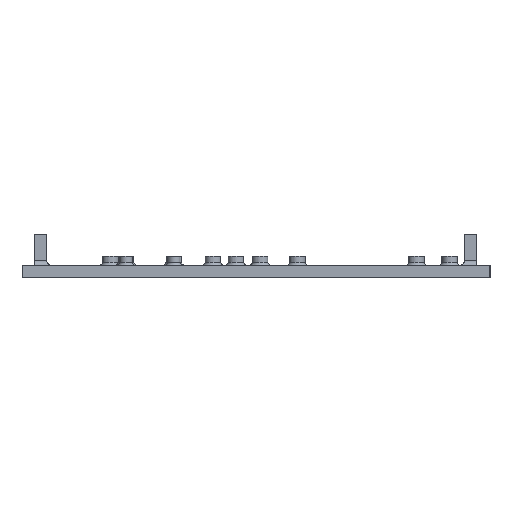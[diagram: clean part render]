
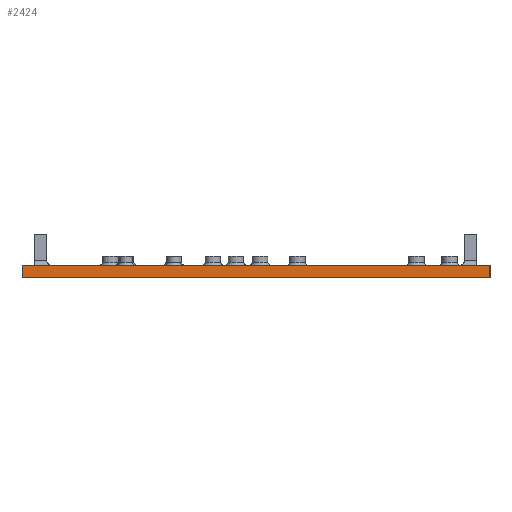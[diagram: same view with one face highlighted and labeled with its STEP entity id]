
A CAD part, left-side view. The second image highlights one B-rep face of the part: STEP entity #2424.
In plain terms, the highlighted planar face has unit normal (-1, 0, 0).
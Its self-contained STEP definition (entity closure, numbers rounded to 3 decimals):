
#184=LINE('',#3592,#340);
#331=LINE('',#4200,#487);
#333=LINE('',#4220,#489);
#334=LINE('',#4221,#490);
#340=VECTOR('',#2794,125.);
#487=VECTOR('',#3463,125.);
#489=VECTOR('',#3501,10.);
#490=VECTOR('',#3502,4.);
#552=PLANE('',#2742);
#695=FACE_OUTER_BOUND('',#927,.T.);
#927=EDGE_LOOP('',(#2181,#2182,#2183,#2184));
#1108=VERTEX_POINT('',#3585);
#1111=VERTEX_POINT('',#3590);
#1308=VERTEX_POINT('',#4193);
#1311=VERTEX_POINT('',#4198);
#1318=EDGE_CURVE('',#1111,#1108,#184,.T.);
#1603=EDGE_CURVE('',#1308,#1311,#331,.T.);
#1613=EDGE_CURVE('',#1111,#1308,#333,.T.);
#1614=EDGE_CURVE('',#1108,#1311,#334,.T.);
#2181=ORIENTED_EDGE('',*,*,#1613,.T.);
#2182=ORIENTED_EDGE('',*,*,#1603,.T.);
#2183=ORIENTED_EDGE('',*,*,#1614,.F.);
#2184=ORIENTED_EDGE('',*,*,#1318,.F.);
#2424=ADVANCED_FACE('',(#695),#552,.F.);
#2742=AXIS2_PLACEMENT_3D('',#4219,#3499,#3500);
#2794=DIRECTION('',(0.,-1.,0.));
#3463=DIRECTION('',(0.,-1.,0.));
#3499=DIRECTION('center_axis',(1.,0.,0.));
#3500=DIRECTION('ref_axis',(0.,1.,0.));
#3501=DIRECTION('',(0.,0.,-1.));
#3502=DIRECTION('',(0.,0.,-1.));
#3585=CARTESIAN_POINT('',(-77.,-20.681,37.819));
#3590=CARTESIAN_POINT('',(-77.,130.,37.819));
#3592=CARTESIAN_POINT('',(-77.,104.319,37.819));
#4193=CARTESIAN_POINT('',(-77.,130.,33.819));
#4198=CARTESIAN_POINT('',(-77.,-20.681,33.819));
#4200=CARTESIAN_POINT('',(-77.,104.319,33.819));
#4219=CARTESIAN_POINT('Origin',(-77.,104.319,37.819));
#4220=CARTESIAN_POINT('',(-77.,130.,37.819));
#4221=CARTESIAN_POINT('',(-77.,-20.681,37.819));
